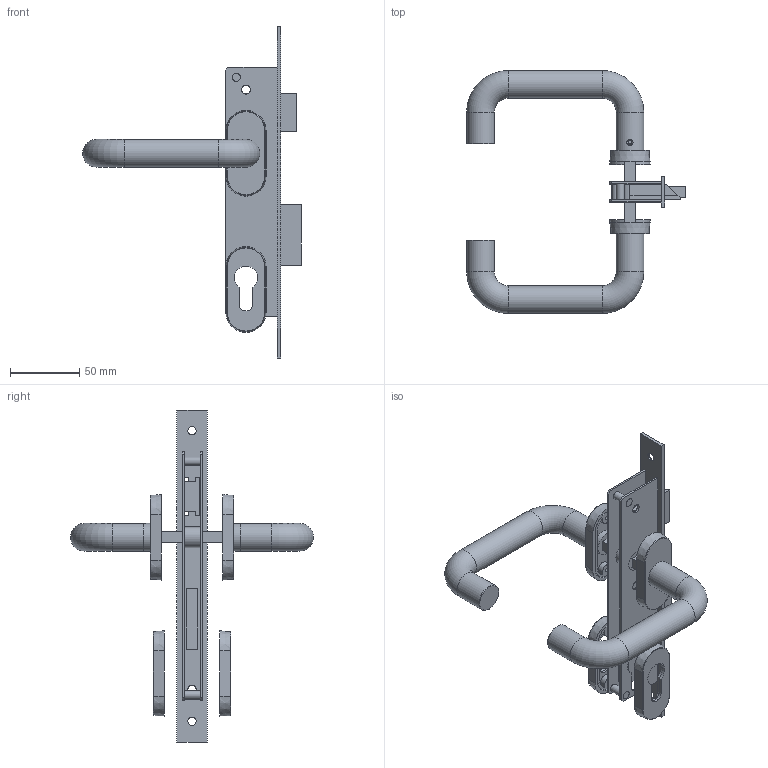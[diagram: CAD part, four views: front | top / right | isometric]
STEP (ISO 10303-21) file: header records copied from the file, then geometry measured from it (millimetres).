
FILE_DESCRIPTION(/* description */ ('Zámek'),/* implementation_level */ '2;1');
FILE_NAME(/* name */ '620007.stp',/* time_stamp */ '2024-01-24T07:24:15+01:00',/* author */ ('PC'),/* organization */ ('Alutec K&K'),/* preprocessor_version */ 'ST-DEVELOPER v20',/* originating_system */ 'Autodesk Inventor 2024',/* authorisation */ '');
FILE_SCHEMA (('AUTOMOTIVE_DESIGN { 1 0 10303 214 3 1 1 }'));
Length unit declared in the file: millimetre
Products named in the file (9): 620007; Klika; 620007-vložka; 620007-klika; 620007-krytka; 620007-čep; 620007-vložka klíče; 620007-krytka klíče; 620007_2022
Assembly tree (13 placements, depth 3):
  620007
    Klika
      620007-vložka  x2
      620007-klika  x2
      620007-krytka  x2
    620007-čep
    620007-vložka klíče  x2
    620007-krytka klíče  x2
    620007_2022
Bounding box: 158 x 175.6 x 240 mm (x, y, z)
Volume: 204623.6 mm3; surface area: 112300.6 mm2
Topology: 19 solids, 19 shells, 336 faces, 805 edges, 525 vertices
Faces by surface type: plane 185, cylinder 108, cone 27, torus 14, bspline 2
Full cylindrical faces by diameter (mm): 2.5 x2, 3.2 x8, 6 x9, 6.5 x12, 15 x3, 17.5 x2, 18 x2, 20 x10
Entity records: 6913 total; most frequent: CARTESIAN_POINT 1205, DIRECTION 1152, ORIENTED_EDGE 1042, EDGE_CURVE 521, AXIS2_PLACEMENT_3D 397, LINE 358, VECTOR 358, VERTEX_POINT 341
